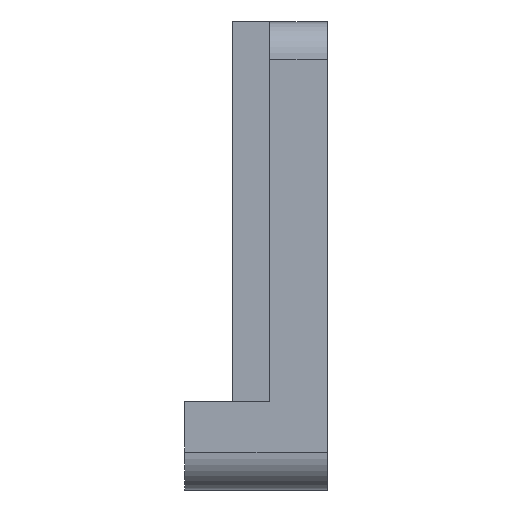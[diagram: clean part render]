
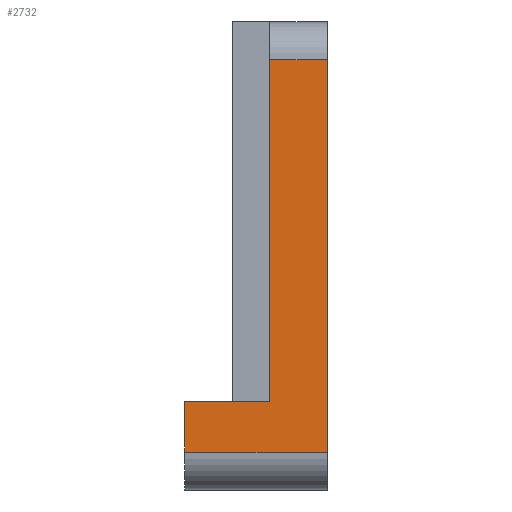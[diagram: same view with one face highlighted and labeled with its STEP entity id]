
A CAD part, left-side view. The second image highlights one B-rep face of the part: STEP entity #2732.
In plain terms, the highlighted planar face has unit normal (-1, 0, 0).
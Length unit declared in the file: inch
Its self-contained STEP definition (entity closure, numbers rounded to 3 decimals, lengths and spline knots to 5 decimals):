
#107=PLANE('',#3014);
#248=FACE_OUTER_BOUND('',#404,.T.);
#404=EDGE_LOOP('',(#2338,#2339,#2340,#2341,#2342,#2343));
#666=LINE('',#4565,#930);
#668=LINE('',#4571,#932);
#669=LINE('',#4573,#933);
#670=LINE('',#4575,#934);
#671=LINE('',#4577,#935);
#672=LINE('',#4578,#936);
#930=VECTOR('',#3760,0.3937);
#932=VECTOR('',#3766,0.3937);
#933=VECTOR('',#3767,0.3937);
#934=VECTOR('',#3768,0.3937);
#935=VECTOR('',#3769,0.3937);
#936=VECTOR('',#3770,0.3937);
#1332=VERTEX_POINT('',#4562);
#1333=VERTEX_POINT('',#4564);
#1335=VERTEX_POINT('',#4570);
#1336=VERTEX_POINT('',#4572);
#1337=VERTEX_POINT('',#4574);
#1338=VERTEX_POINT('',#4576);
#1707=EDGE_CURVE('',#1332,#1333,#666,.T.);
#1710=EDGE_CURVE('',#1332,#1335,#668,.T.);
#1711=EDGE_CURVE('',#1335,#1336,#669,.T.);
#1712=EDGE_CURVE('',#1337,#1336,#670,.T.);
#1713=EDGE_CURVE('',#1338,#1337,#671,.T.);
#1714=EDGE_CURVE('',#1333,#1338,#672,.T.);
#2338=ORIENTED_EDGE('',*,*,#1707,.F.);
#2339=ORIENTED_EDGE('',*,*,#1710,.T.);
#2340=ORIENTED_EDGE('',*,*,#1711,.T.);
#2341=ORIENTED_EDGE('',*,*,#1712,.F.);
#2342=ORIENTED_EDGE('',*,*,#1713,.F.);
#2343=ORIENTED_EDGE('',*,*,#1714,.F.);
#2732=ADVANCED_FACE('',(#248),#107,.T.);
#3014=AXIS2_PLACEMENT_3D('',#4569,#3764,#3765);
#3760=DIRECTION('',(0.,-1.,0.));
#3764=DIRECTION('center_axis',(-1.,0.,0.));
#3765=DIRECTION('ref_axis',(0.,0.,1.));
#3766=DIRECTION('',(0.,0.,-1.));
#3767=DIRECTION('',(0.,1.,0.));
#3768=DIRECTION('',(0.,0.,1.));
#3769=DIRECTION('',(0.,1.,0.));
#3770=DIRECTION('',(0.,0.,-1.));
#4562=CARTESIAN_POINT('',(-2.45347,0.302,1.28424));
#4564=CARTESIAN_POINT('',(-2.45347,0.,1.28424));
#4565=CARTESIAN_POINT('',(-2.45347,0.,1.28424));
#4569=CARTESIAN_POINT('Origin',(-2.45347,0.,-0.98176));
#4570=CARTESIAN_POINT('',(-2.45347,0.302,-0.51576));
#4571=CARTESIAN_POINT('',(-2.45347,0.302,-0.24876));
#4572=CARTESIAN_POINT('',(-2.45347,0.75,-0.51576));
#4573=CARTESIAN_POINT('',(-2.45347,0.275,-0.51576));
#4574=CARTESIAN_POINT('',(-2.45347,0.75,-0.78176));
#4575=CARTESIAN_POINT('',(-2.45347,0.75,-0.51576));
#4576=CARTESIAN_POINT('',(-2.45347,0.,-0.78176));
#4577=CARTESIAN_POINT('',(-2.45347,0.,-0.78176));
#4578=CARTESIAN_POINT('',(-2.45347,0.,1.48424));
